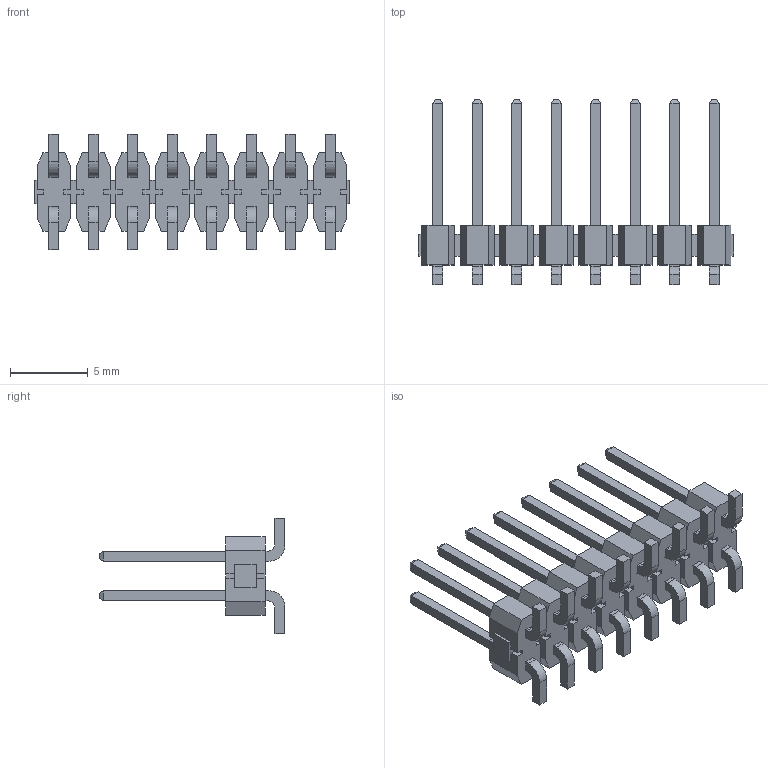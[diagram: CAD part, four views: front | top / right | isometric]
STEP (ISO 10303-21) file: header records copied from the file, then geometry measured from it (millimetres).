
FILE_DESCRIPTION (( 'STEP AP214' ), '1' );
FILE_NAME ('TSM-108-02-L-DV.STEP', '2021-02-02T09:01:29', ( '' ), ( '' ), 'SwSTEP 2.0', 'SolidWorks 2018', '' );
FILE_SCHEMA (( 'AUTOMOTIVE_DESIGN' ));
Length unit declared in the file: millimetre
Products named in the file (3): TSM_108_02_L_DV_5; TSM_108_02_L_DV_3; TSM-108-02-L-DV
Assembly tree (2 placements, depth 2):
  TSM-108-02-L-DV
    TSM_108_02_L_DV_3
    TSM_108_02_L_DV_5
Bounding box: 20.32 x 11.94 x 7.44 mm (x, y, z)
Volume: 287.5 mm3; surface area: 1135.6 mm2
Topology: 2 solids, 2 shells, 612 faces, 1760 edges, 1152 vertices
Faces by surface type: plane 580, cylinder 32
Entity records: 19770 total; most frequent: CARTESIAN_POINT 3529, ORIENTED_EDGE 3520, DIRECTION 3058, EDGE_CURVE 1760, VECTOR 1696, LINE 1696, VERTEX_POINT 1152, AXIS2_PLACEMENT_3D 681
